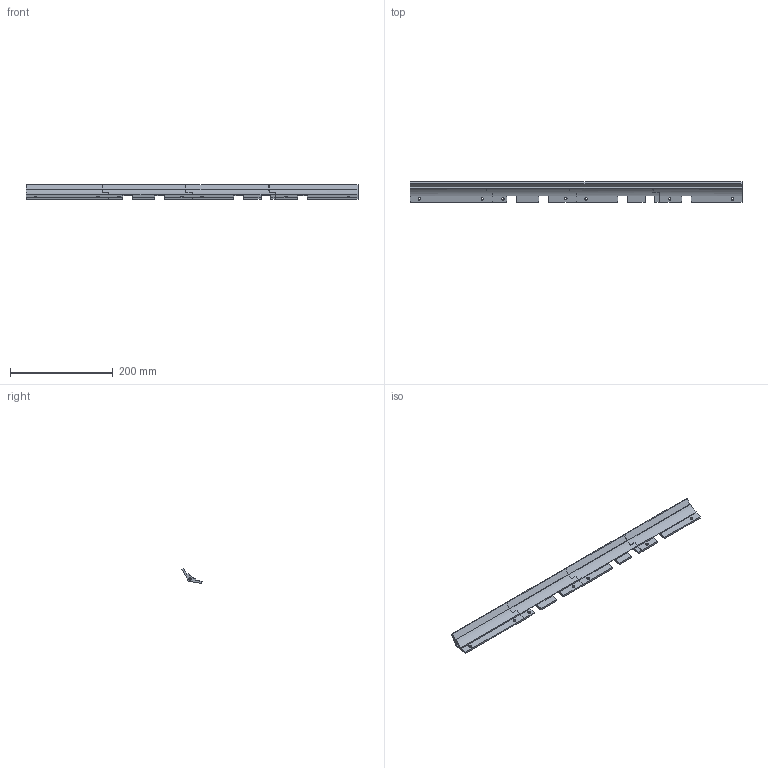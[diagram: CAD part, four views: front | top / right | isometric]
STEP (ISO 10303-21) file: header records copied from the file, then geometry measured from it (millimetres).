
FILE_DESCRIPTION(/* description */ (''),/* implementation_level */ '2;1');
FILE_NAME(/* name */ 'P-TET-000007-0_Radial_panel_joint.step',/* time_stamp */ '2020-08-31T13:40:54-04:00',/* author */ (''),/* organization */ (''),/* preprocessor_version */ 'ST-DEVELOPER v18.1',/* originating_system */ 'Autodesk Translation Framework v9.3.0.1241',/* authorisation */ '');
FILE_SCHEMA (('AUTOMOTIVE_DESIGN { 1 0 10303 214 3 1 1 }'));
Length unit declared in the file: millimetre
Products named in the file (1): P-TET-000007-0
Bounding box: 646.8 x 39.4 x 29.1 mm (x, y, z)
Volume: 168622.3 mm3; surface area: 72374.8 mm2
Topology: 4 solids, 4 shells, 99 faces, 271 edges, 180 vertices
Faces by surface type: plane 84, cylinder 13, cone 2
Full cylindrical faces by diameter (mm): 5.2 x9
Entity records: 3149 total; most frequent: CARTESIAN_POINT 549, ORIENTED_EDGE 538, DIRECTION 501, EDGE_CURVE 269, LINE 237, VECTOR 237, VERTEX_POINT 180, AXIS2_PLACEMENT_3D 132
